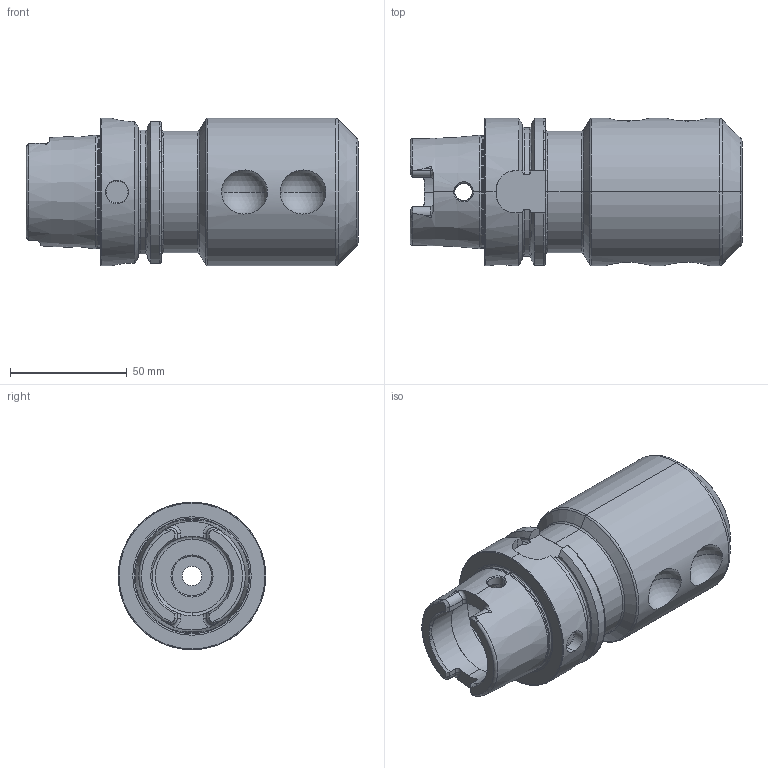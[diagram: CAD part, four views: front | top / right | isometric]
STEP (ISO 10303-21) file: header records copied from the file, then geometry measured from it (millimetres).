
FILE_DESCRIPTION (( 'STEP AP203' ), '1' );
FILE_NAME ('HA6.W25.K01.110.STEP', '2013-01-15T08:15:22', ( 'baer' ), ( 'Hewlett-Packard Company' ), 'SwSTEP 2.0', 'SolidWorks 2012', '' );
FILE_SCHEMA (( 'CONFIG_CONTROL_DESIGN' ));
Length unit declared in the file: millimetre
Products named in the file (3): HA6.W25.K01.110; W25-ER1.001.020; HA6-W25.K01.110_C_Fertigbearbeitung
Assembly tree (3 placements, depth 2):
  HA6.W25.K01.110
    HA6-W25.K01.110_C_Fertigbearbeitung
    W25-ER1.001.020  x2
Bounding box: 141.9 x 63 x 63 mm (x, y, z)
Volume: 283941.8 mm3; surface area: 49295.1 mm2
Topology: 3 solids, 3 shells, 258 faces, 654 edges, 402 vertices
Faces by surface type: plane 78, cylinder 63, cone 51, torus 46, bspline 16, sphere 4
Entity records: 9874 total; most frequent: CARTESIAN_POINT 4106, ORIENTED_EDGE 1188, DIRECTION 1090, EDGE_CURVE 594, AXIS2_PLACEMENT_3D 449, VERTEX_POINT 370, EDGE_LOOP 250, FACE_OUTER_BOUND 234
